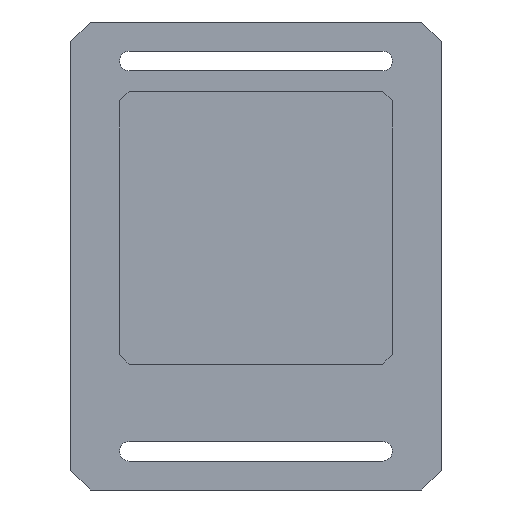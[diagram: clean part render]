
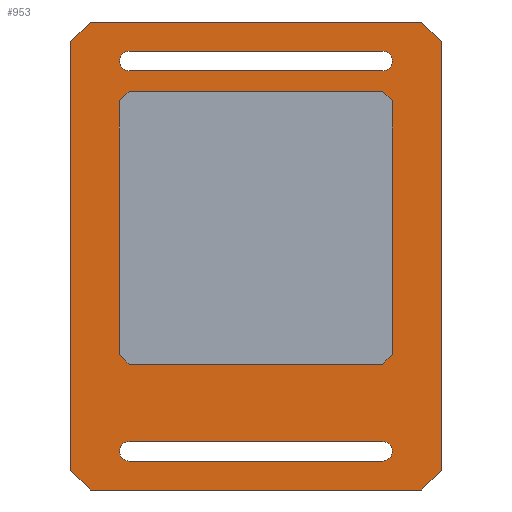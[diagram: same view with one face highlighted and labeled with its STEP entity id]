
A CAD part, front view. The second image highlights one B-rep face of the part: STEP entity #953.
In plain terms, the highlighted planar face has unit normal (0, -1, 0).
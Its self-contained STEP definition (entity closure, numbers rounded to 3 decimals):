
#29=CIRCLE('',#1019,1.);
#30=CIRCLE('',#1020,1.);
#31=CIRCLE('',#1021,1.);
#32=CIRCLE('',#1022,1.);
#33=CIRCLE('',#1023,1.);
#34=CIRCLE('',#1024,1.);
#53=FACE_BOUND('',#122,.T.);
#54=FACE_BOUND('',#123,.T.);
#55=FACE_BOUND('',#124,.T.);
#71=FACE_OUTER_BOUND('',#121,.T.);
#121=EDGE_LOOP('',(#663,#664,#665,#666,#667,#668,#669,#670));
#122=EDGE_LOOP('',(#671,#672,#673,#674,#675,#676,#677,#678));
#123=EDGE_LOOP('',(#679,#680,#681,#682,#683,#684,#685));
#124=EDGE_LOOP('',(#686,#687,#688,#689));
#173=LINE('',#1352,#287);
#177=LINE('',#1360,#291);
#180=LINE('',#1366,#294);
#183=LINE('',#1372,#297);
#186=LINE('',#1378,#300);
#189=LINE('',#1384,#303);
#192=LINE('',#1390,#306);
#195=LINE('',#1395,#309);
#197=LINE('',#1400,#311);
#198=LINE('',#1402,#312);
#199=LINE('',#1404,#313);
#200=LINE('',#1406,#314);
#201=LINE('',#1408,#315);
#202=LINE('',#1410,#316);
#203=LINE('',#1412,#317);
#204=LINE('',#1413,#318);
#205=LINE('',#1418,#319);
#206=LINE('',#1424,#320);
#207=LINE('',#1427,#321);
#208=LINE('',#1432,#322);
#209=LINE('',#1435,#323);
#287=VECTOR('',#1088,10.);
#291=VECTOR('',#1094,10.);
#294=VECTOR('',#1099,10.);
#297=VECTOR('',#1104,10.);
#300=VECTOR('',#1109,10.);
#303=VECTOR('',#1114,10.);
#306=VECTOR('',#1119,10.);
#309=VECTOR('',#1124,10.);
#311=VECTOR('',#1128,10.);
#312=VECTOR('',#1129,10.);
#313=VECTOR('',#1130,10.);
#314=VECTOR('',#1131,10.);
#315=VECTOR('',#1132,10.);
#316=VECTOR('',#1133,10.);
#317=VECTOR('',#1134,10.);
#318=VECTOR('',#1135,10.);
#319=VECTOR('',#1138,10.);
#320=VECTOR('',#1143,10.);
#321=VECTOR('',#1146,10.);
#322=VECTOR('',#1149,10.);
#323=VECTOR('',#1152,10.);
#401=VERTEX_POINT('',#1350);
#402=VERTEX_POINT('',#1351);
#405=VERTEX_POINT('',#1359);
#407=VERTEX_POINT('',#1365);
#409=VERTEX_POINT('',#1371);
#411=VERTEX_POINT('',#1377);
#413=VERTEX_POINT('',#1383);
#415=VERTEX_POINT('',#1389);
#417=VERTEX_POINT('',#1398);
#418=VERTEX_POINT('',#1399);
#419=VERTEX_POINT('',#1401);
#420=VERTEX_POINT('',#1403);
#421=VERTEX_POINT('',#1405);
#422=VERTEX_POINT('',#1407);
#423=VERTEX_POINT('',#1409);
#424=VERTEX_POINT('',#1411);
#425=VERTEX_POINT('',#1414);
#426=VERTEX_POINT('',#1415);
#427=VERTEX_POINT('',#1417);
#428=VERTEX_POINT('',#1419);
#429=VERTEX_POINT('',#1421);
#430=VERTEX_POINT('',#1423);
#431=VERTEX_POINT('',#1425);
#432=VERTEX_POINT('',#1428);
#433=VERTEX_POINT('',#1429);
#434=VERTEX_POINT('',#1431);
#435=VERTEX_POINT('',#1433);
#493=EDGE_CURVE('',#401,#402,#173,.T.);
#497=EDGE_CURVE('',#405,#401,#177,.T.);
#500=EDGE_CURVE('',#407,#405,#180,.T.);
#503=EDGE_CURVE('',#409,#407,#183,.T.);
#506=EDGE_CURVE('',#411,#409,#186,.T.);
#509=EDGE_CURVE('',#413,#411,#189,.T.);
#512=EDGE_CURVE('',#415,#413,#192,.T.);
#515=EDGE_CURVE('',#402,#415,#195,.T.);
#517=EDGE_CURVE('',#417,#418,#197,.T.);
#518=EDGE_CURVE('',#419,#417,#198,.T.);
#519=EDGE_CURVE('',#420,#419,#199,.T.);
#520=EDGE_CURVE('',#421,#420,#200,.T.);
#521=EDGE_CURVE('',#422,#421,#201,.T.);
#522=EDGE_CURVE('',#423,#422,#202,.T.);
#523=EDGE_CURVE('',#424,#423,#203,.T.);
#524=EDGE_CURVE('',#418,#424,#204,.T.);
#525=EDGE_CURVE('',#425,#426,#29,.T.);
#526=EDGE_CURVE('',#427,#425,#205,.T.);
#527=EDGE_CURVE('',#428,#427,#30,.T.);
#528=EDGE_CURVE('',#429,#428,#31,.T.);
#529=EDGE_CURVE('',#430,#429,#206,.T.);
#530=EDGE_CURVE('',#431,#430,#32,.T.);
#531=EDGE_CURVE('',#426,#431,#207,.T.);
#532=EDGE_CURVE('',#432,#433,#33,.T.);
#533=EDGE_CURVE('',#434,#432,#208,.T.);
#534=EDGE_CURVE('',#435,#434,#34,.T.);
#535=EDGE_CURVE('',#433,#435,#209,.T.);
#663=ORIENTED_EDGE('',*,*,#517,.F.);
#664=ORIENTED_EDGE('',*,*,#518,.F.);
#665=ORIENTED_EDGE('',*,*,#519,.F.);
#666=ORIENTED_EDGE('',*,*,#520,.F.);
#667=ORIENTED_EDGE('',*,*,#521,.F.);
#668=ORIENTED_EDGE('',*,*,#522,.F.);
#669=ORIENTED_EDGE('',*,*,#523,.F.);
#670=ORIENTED_EDGE('',*,*,#524,.F.);
#671=ORIENTED_EDGE('',*,*,#493,.T.);
#672=ORIENTED_EDGE('',*,*,#515,.T.);
#673=ORIENTED_EDGE('',*,*,#512,.T.);
#674=ORIENTED_EDGE('',*,*,#509,.T.);
#675=ORIENTED_EDGE('',*,*,#506,.T.);
#676=ORIENTED_EDGE('',*,*,#503,.T.);
#677=ORIENTED_EDGE('',*,*,#500,.T.);
#678=ORIENTED_EDGE('',*,*,#497,.T.);
#679=ORIENTED_EDGE('',*,*,#525,.F.);
#680=ORIENTED_EDGE('',*,*,#526,.F.);
#681=ORIENTED_EDGE('',*,*,#527,.F.);
#682=ORIENTED_EDGE('',*,*,#528,.F.);
#683=ORIENTED_EDGE('',*,*,#529,.F.);
#684=ORIENTED_EDGE('',*,*,#530,.F.);
#685=ORIENTED_EDGE('',*,*,#531,.F.);
#686=ORIENTED_EDGE('',*,*,#532,.F.);
#687=ORIENTED_EDGE('',*,*,#533,.F.);
#688=ORIENTED_EDGE('',*,*,#534,.F.);
#689=ORIENTED_EDGE('',*,*,#535,.F.);
#915=PLANE('',#1018);
#953=ADVANCED_FACE('',(#71,#53,#54,#55),#915,.F.);
#1018=AXIS2_PLACEMENT_3D('',#1397,#1126,#1127);
#1019=AXIS2_PLACEMENT_3D('',#1416,#1136,#1137);
#1020=AXIS2_PLACEMENT_3D('',#1420,#1139,#1140);
#1021=AXIS2_PLACEMENT_3D('',#1422,#1141,#1142);
#1022=AXIS2_PLACEMENT_3D('',#1426,#1144,#1145);
#1023=AXIS2_PLACEMENT_3D('',#1430,#1147,#1148);
#1024=AXIS2_PLACEMENT_3D('',#1434,#1150,#1151);
#1088=DIRECTION('',(0.,0.,1.));
#1094=DIRECTION('',(-0.707,0.,0.707));
#1099=DIRECTION('',(-1.,0.,0.));
#1104=DIRECTION('',(-0.707,0.,-0.707));
#1109=DIRECTION('',(0.,0.,-1.));
#1114=DIRECTION('',(0.707,0.,-0.707));
#1119=DIRECTION('',(1.,0.,0.));
#1124=DIRECTION('',(0.707,0.,0.707));
#1126=DIRECTION('center_axis',(0.,1.,0.));
#1127=DIRECTION('ref_axis',(1.,0.,0.));
#1128=DIRECTION('',(0.707,0.,-0.707));
#1129=DIRECTION('',(1.,0.,0.));
#1130=DIRECTION('',(0.707,0.,0.707));
#1131=DIRECTION('',(0.,0.,1.));
#1132=DIRECTION('',(-0.707,0.,0.707));
#1133=DIRECTION('',(-1.,0.,0.));
#1134=DIRECTION('',(-0.707,0.,-0.707));
#1135=DIRECTION('',(0.,0.,-1.));
#1136=DIRECTION('center_axis',(0.,-1.,0.));
#1137=DIRECTION('ref_axis',(-1.,0.,0.));
#1138=DIRECTION('',(-1.,0.,0.));
#1139=DIRECTION('center_axis',(0.,-1.,0.));
#1140=DIRECTION('ref_axis',(0.,0.,1.));
#1141=DIRECTION('center_axis',(0.,-1.,0.));
#1142=DIRECTION('ref_axis',(1.,0.,0.));
#1143=DIRECTION('',(1.,0.,0.));
#1144=DIRECTION('center_axis',(0.,-1.,0.));
#1145=DIRECTION('ref_axis',(0.,0.,-1.));
#1146=DIRECTION('',(1.,0.,-0.021));
#1147=DIRECTION('center_axis',(0.,-1.,0.));
#1148=DIRECTION('ref_axis',(0.,0.,1.));
#1149=DIRECTION('',(1.,0.,0.));
#1150=DIRECTION('center_axis',(0.,-1.,0.));
#1151=DIRECTION('ref_axis',(0.,0.,-1.));
#1152=DIRECTION('',(-1.,0.,0.));
#1350=CARTESIAN_POINT('',(4.986,1.5,-34.097));
#1351=CARTESIAN_POINT('',(4.986,1.5,-8.097));
#1352=CARTESIAN_POINT('',(4.986,1.5,-29.049));
#1359=CARTESIAN_POINT('',(5.986,1.5,-35.097));
#1360=CARTESIAN_POINT('',(6.465,1.5,-35.576));
#1365=CARTESIAN_POINT('',(31.986,1.5,-35.097));
#1366=CARTESIAN_POINT('',(25.493,1.5,-35.097));
#1371=CARTESIAN_POINT('',(32.986,1.5,-34.097));
#1372=CARTESIAN_POINT('',(32.014,1.5,-35.069));
#1377=CARTESIAN_POINT('',(32.986,1.5,-8.097));
#1378=CARTESIAN_POINT('',(32.986,1.5,-16.049));
#1383=CARTESIAN_POINT('',(31.986,1.5,-7.097));
#1384=CARTESIAN_POINT('',(32.965,1.5,-8.076));
#1389=CARTESIAN_POINT('',(5.986,1.5,-7.097));
#1390=CARTESIAN_POINT('',(12.493,1.5,-7.097));
#1395=CARTESIAN_POINT('',(4.514,1.5,-8.569));
#1397=CARTESIAN_POINT('Origin',(19.,1.5,-24.));
#1398=CARTESIAN_POINT('',(36.,1.5,0.));
#1399=CARTESIAN_POINT('',(38.,1.5,-2.));
#1400=CARTESIAN_POINT('',(37.75,1.5,-1.75));
#1401=CARTESIAN_POINT('',(2.,1.5,0.));
#1402=CARTESIAN_POINT('',(10.5,1.5,0.));
#1403=CARTESIAN_POINT('',(0.,1.5,-2.));
#1404=CARTESIAN_POINT('',(-0.75,1.5,-2.75));
#1405=CARTESIAN_POINT('',(0.,1.5,-46.));
#1406=CARTESIAN_POINT('',(0.,1.5,-35.));
#1407=CARTESIAN_POINT('',(2.,1.5,-48.));
#1408=CARTESIAN_POINT('',(0.25,1.5,-46.25));
#1409=CARTESIAN_POINT('',(36.,1.5,-48.));
#1410=CARTESIAN_POINT('',(27.5,1.5,-48.));
#1411=CARTESIAN_POINT('',(38.,1.5,-46.));
#1412=CARTESIAN_POINT('',(38.75,1.5,-45.25));
#1413=CARTESIAN_POINT('',(38.,1.5,-13.));
#1414=CARTESIAN_POINT('',(5.996,1.5,-43.03));
#1415=CARTESIAN_POINT('',(4.996,1.5,-44.03));
#1416=CARTESIAN_POINT('Origin',(5.996,1.5,-44.03));
#1417=CARTESIAN_POINT('',(31.99,1.5,-43.03));
#1418=CARTESIAN_POINT('',(25.495,1.5,-43.03));
#1419=CARTESIAN_POINT('',(32.99,1.5,-44.03));
#1420=CARTESIAN_POINT('Origin',(31.99,1.5,-44.03));
#1421=CARTESIAN_POINT('',(31.99,1.5,-45.03));
#1422=CARTESIAN_POINT('Origin',(31.99,1.5,-44.03));
#1423=CARTESIAN_POINT('',(5.996,1.5,-45.03));
#1424=CARTESIAN_POINT('',(12.498,1.5,-45.03));
#1425=CARTESIAN_POINT('',(4.996,1.5,-44.03));
#1426=CARTESIAN_POINT('Origin',(5.996,1.5,-44.03));
#1427=CARTESIAN_POINT('',(11.788,1.5,-44.17));
#1428=CARTESIAN_POINT('',(32.,1.5,-5.));
#1429=CARTESIAN_POINT('',(32.,1.5,-3.));
#1430=CARTESIAN_POINT('Origin',(32.,1.5,-4.));
#1431=CARTESIAN_POINT('',(6.,1.5,-5.));
#1432=CARTESIAN_POINT('',(12.5,1.5,-5.));
#1433=CARTESIAN_POINT('',(6.,1.5,-3.));
#1434=CARTESIAN_POINT('Origin',(6.,1.5,-4.));
#1435=CARTESIAN_POINT('',(25.5,1.5,-3.));
